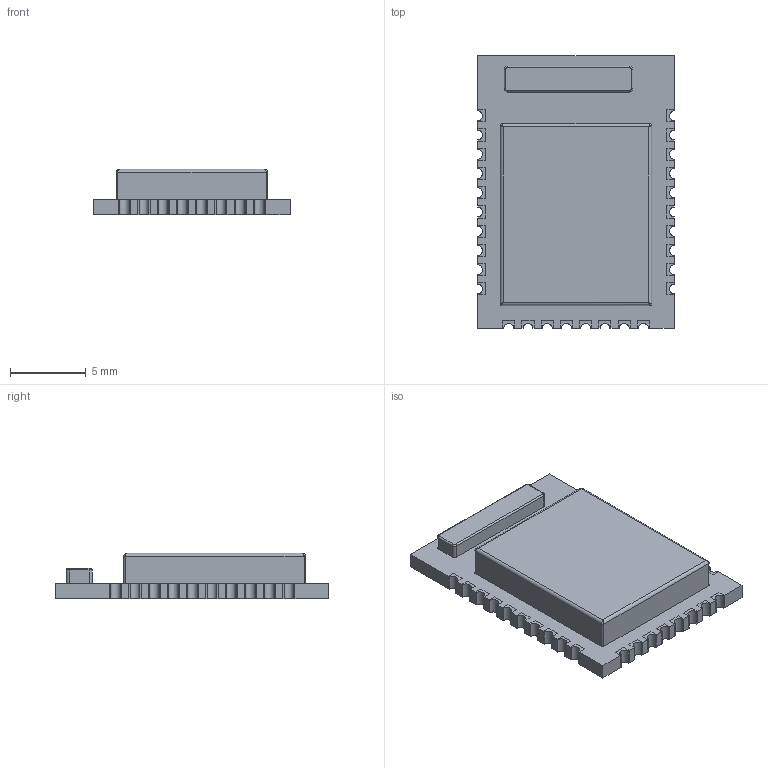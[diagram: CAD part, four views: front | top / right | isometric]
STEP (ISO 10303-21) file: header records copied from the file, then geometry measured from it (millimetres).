
FILE_DESCRIPTION(/* description */ (''),/* implementation_level */ '2;1');
FILE_NAME(/* name */ 'ebyte_E73-2G4M08S1C v0.step',/* time_stamp */ '2024-01-01T18:57:48+01:00',/* author */ (''),/* organization */ (''),/* preprocessor_version */ 'ST-DEVELOPER v20',/* originating_system */ 'Autodesk Translation Framework v12.14.0.127',/* authorisation */ '');
FILE_SCHEMA (('AUTOMOTIVE_DESIGN { 1 0 10303 214 3 1 1 }'));
Length unit declared in the file: millimetre
Products named in the file (1): ebyte_E73-2G4M08S1C
Bounding box: 13 x 18 x 3 mm (x, y, z)
Volume: 483.3 mm3; surface area: 1054.2 mm2
Topology: 31 solids, 31 shells, 490 faces, 1268 edges, 836 vertices
Faces by surface type: plane 438, cylinder 44, bspline 8
Entity records: 14764 total; most frequent: CARTESIAN_POINT 2699, ORIENTED_EDGE 2528, DIRECTION 2322, EDGE_CURVE 1264, LINE 1172, VECTOR 1172, VERTEX_POINT 836, AXIS2_PLACEMENT_3D 575
